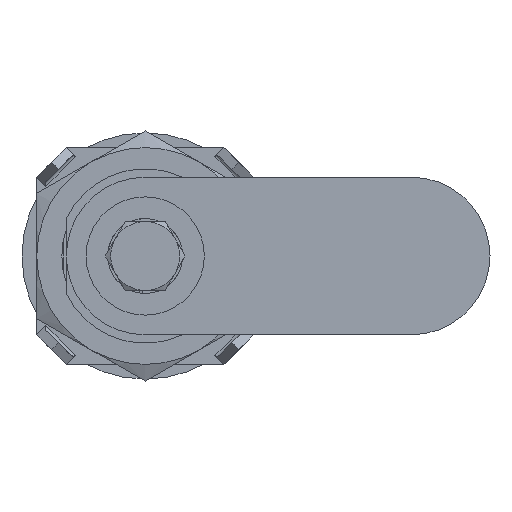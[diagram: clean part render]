
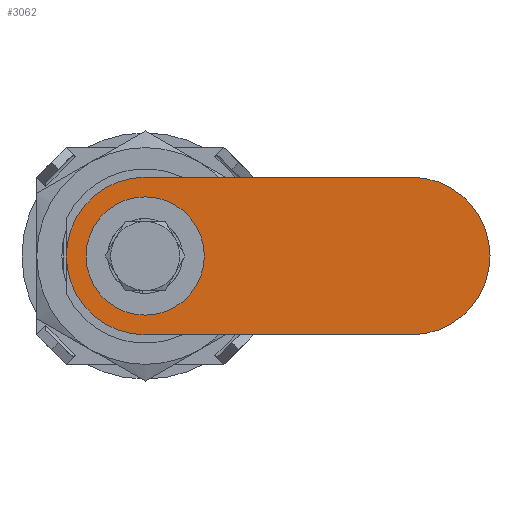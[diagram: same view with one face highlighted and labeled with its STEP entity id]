
A CAD part, left-side view. The second image highlights one B-rep face of the part: STEP entity #3062.
In plain terms, the highlighted face is planar.
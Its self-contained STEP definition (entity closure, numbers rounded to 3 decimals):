
#2790=CARTESIAN_POINT('',(-3.2,-3.2,0.0));
#2791=VERTEX_POINT('',#2790);
#2798=CARTESIAN_POINT('',(-3.2,3.2,0.0));
#2799=VERTEX_POINT('',#2798);
#2800=CARTESIAN_POINT('',(-3.2,3.2,0.0));
#2801=DIRECTION('',(0.0,-1.0,0.0));
#2802=VECTOR('',#2801,6.4);
#2803=LINE('',#2800,#2802);
#2804=EDGE_CURVE('',#2799,#2791,#2803,.T.);
#2829=CARTESIAN_POINT('',(3.2,3.2,0.0));
#2830=VERTEX_POINT('',#2829);
#2831=CARTESIAN_POINT('',(3.2,3.2,0.0));
#2832=DIRECTION('',(-1.0,0.0,0.0));
#2833=VECTOR('',#2832,6.4);
#2834=LINE('',#2831,#2833);
#2835=EDGE_CURVE('',#2830,#2799,#2834,.T.);
#2860=CARTESIAN_POINT('',(3.2,-3.2,0.0));
#2861=VERTEX_POINT('',#2860);
#2862=CARTESIAN_POINT('',(3.2,-3.2,0.0));
#2863=DIRECTION('',(0.0,1.0,0.0));
#2864=VECTOR('',#2863,6.4);
#2865=LINE('',#2862,#2864);
#2866=EDGE_CURVE('',#2861,#2830,#2865,.T.);
#2889=CARTESIAN_POINT('',(-3.2,-3.2,0.0));
#2890=DIRECTION('',(1.0,0.0,0.0));
#2891=VECTOR('',#2890,6.4);
#2892=LINE('',#2889,#2891);
#2893=EDGE_CURVE('',#2791,#2861,#2892,.T.);
#2915=CARTESIAN_POINT('',(27.,-8.,0.0));
#2916=VERTEX_POINT('',#2915);
#2923=CARTESIAN_POINT('',(27.,8.,0.0));
#2924=VERTEX_POINT('',#2923);
#2925=CARTESIAN_POINT('',(27.0,0.,0.0));
#2926=DIRECTION('',(0.0,0.0,-1.0));
#2927=DIRECTION('',(0.0,1.0,0.0));
#2928=AXIS2_PLACEMENT_3D('',#2925,#2926,#2927);
#2929=CIRCLE('',#2928,8.0);
#2930=EDGE_CURVE('',#2924,#2916,#2929,.T.);
#2954=CARTESIAN_POINT('',(0.,-8.,0.0));
#2955=VERTEX_POINT('',#2954);
#2962=CARTESIAN_POINT('',(27.,-8.,0.0));
#2963=DIRECTION('',(-1.0,0.0,0.0));
#2964=VECTOR('',#2963,27.0);
#2965=LINE('',#2962,#2964);
#2966=EDGE_CURVE('',#2916,#2955,#2965,.T.);
#2986=CARTESIAN_POINT('',(0.,8.,0.0));
#2987=VERTEX_POINT('',#2986);
#2994=CARTESIAN_POINT('',(0.0,0.0,0.0));
#2995=DIRECTION('',(0.0,0.0,-1.0));
#2996=DIRECTION('',(0.0,-1.0,0.0));
#2997=AXIS2_PLACEMENT_3D('',#2994,#2995,#2996);
#2998=CIRCLE('',#2997,8.0);
#2999=EDGE_CURVE('',#2955,#2987,#2998,.T.);
#3017=CARTESIAN_POINT('',(0.,8.,0.0));
#3018=DIRECTION('',(1.0,0.0,0.0));
#3019=VECTOR('',#3018,27.0);
#3020=LINE('',#3017,#3019);
#3021=EDGE_CURVE('',#2987,#2924,#3020,.T.);
#3045=CARTESIAN_POINT('',(13.5,0.,0.0));
#3046=DIRECTION('',(0.0,0.0,1.0));
#3047=DIRECTION('',(1.0,0.0,0.0));
#3048=AXIS2_PLACEMENT_3D('',#3045,#3046,#3047);
#3049=PLANE('',#3048);
#3050=ORIENTED_EDGE('',*,*,#3021,.T.);
#3051=ORIENTED_EDGE('',*,*,#2930,.T.);
#3052=ORIENTED_EDGE('',*,*,#2966,.T.);
#3053=ORIENTED_EDGE('',*,*,#2999,.T.);
#3054=EDGE_LOOP('',(#3050,#3051,#3052,#3053));
#3055=FACE_OUTER_BOUND('',#3054,.T.);
#3056=ORIENTED_EDGE('',*,*,#2804,.T.);
#3057=ORIENTED_EDGE('',*,*,#2893,.T.);
#3058=ORIENTED_EDGE('',*,*,#2866,.T.);
#3059=ORIENTED_EDGE('',*,*,#2835,.T.);
#3060=EDGE_LOOP('',(#3056,#3057,#3058,#3059));
#3061=FACE_BOUND('',#3060,.T.);
#3062=ADVANCED_FACE('',(#3055,#3061),#3049,.F.);
